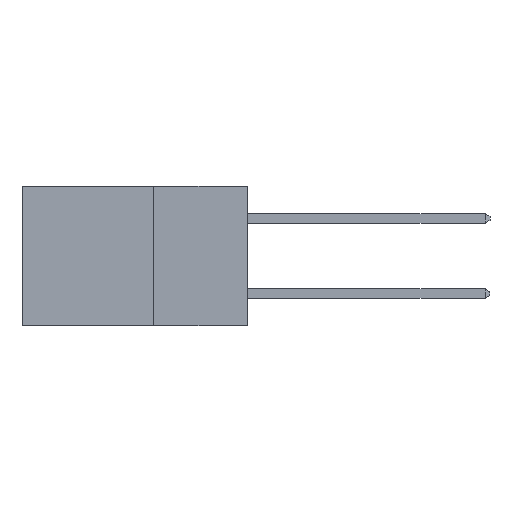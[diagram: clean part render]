
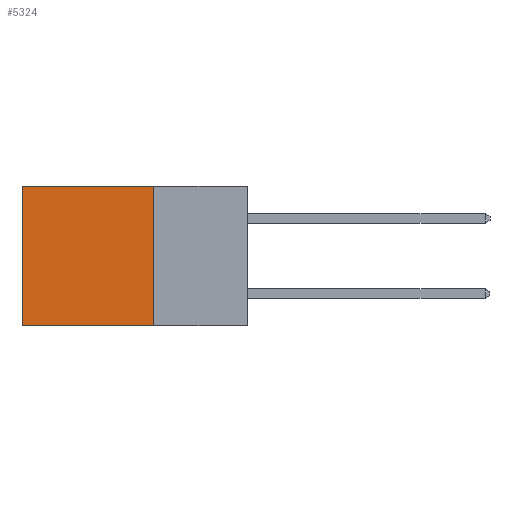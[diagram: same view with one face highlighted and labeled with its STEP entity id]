
A CAD part, left-side view. The second image highlights one B-rep face of the part: STEP entity #5324.
In plain terms, the highlighted planar face has unit normal (-1, 0, 0).
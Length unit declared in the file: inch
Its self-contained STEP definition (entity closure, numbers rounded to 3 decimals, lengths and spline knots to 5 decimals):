
#61 = VECTOR ( 'NONE', #5355, 39.37008 ) ;
#211 = DIRECTION ( 'NONE',  ( 1., 0., 0. ) ) ;
#1735 = VERTEX_POINT ( 'NONE', #12090 ) ;
#3039 = VECTOR ( 'NONE', #5922, 39.37008 ) ;
#3406 = CARTESIAN_POINT ( 'NONE',  ( 0.298, 0.6, 0. ) ) ;
#3548 = CARTESIAN_POINT ( 'NONE',  ( 0.298, 0.25, 0. ) ) ;
#4431 = DIRECTION ( 'NONE',  ( 0., 1., 0. ) ) ;
#5324 = ADVANCED_FACE ( 'NONE', ( #14288 ), #14174, .F. ) ;
#5355 = DIRECTION ( 'NONE',  ( 0., 0., -1. ) ) ;
#5466 = LINE ( 'NONE', #7934, #11230 ) ;
#5527 = EDGE_CURVE ( 'NONE', #12985, #7107, #6457, .T. ) ;
#5543 = ORIENTED_EDGE ( 'NONE', *, *, #13736, .F. ) ;
#5922 = DIRECTION ( 'NONE',  ( 0., 0., -1. ) ) ;
#6212 = CARTESIAN_POINT ( 'NONE',  ( 0.298, 0.25, 0. ) ) ;
#6322 = CARTESIAN_POINT ( 'NONE',  ( 0.298, 0.25, -0.37 ) ) ;
#6457 = LINE ( 'NONE', #12245, #61 ) ;
#6898 = ORIENTED_EDGE ( 'NONE', *, *, #12964, .T. ) ;
#7107 = VERTEX_POINT ( 'NONE', #8189 ) ;
#7708 = VERTEX_POINT ( 'NONE', #3406 ) ;
#7934 = CARTESIAN_POINT ( 'NONE',  ( 0.298, 0.25, 0. ) ) ;
#8189 = CARTESIAN_POINT ( 'NONE',  ( 0.298, 0.25, -0.37 ) ) ;
#8536 = DIRECTION ( 'NONE',  ( 0., 0., -1. ) ) ;
#9179 = EDGE_LOOP ( 'NONE', ( #6898, #5543, #10259, #12800 ) ) ;
#9714 = LINE ( 'NONE', #13899, #3039 ) ;
#10259 = ORIENTED_EDGE ( 'NONE', *, *, #5527, .F. ) ;
#10395 = LINE ( 'NONE', #6322, #13344 ) ;
#11230 = VECTOR ( 'NONE', #4431, 39.37008 ) ;
#12090 = CARTESIAN_POINT ( 'NONE',  ( 0.298, 0.6, -0.37 ) ) ;
#12245 = CARTESIAN_POINT ( 'NONE',  ( 0.298, 0.25, 0. ) ) ;
#12800 = ORIENTED_EDGE ( 'NONE', *, *, #13435, .T. ) ;
#12964 = EDGE_CURVE ( 'NONE', #7708, #1735, #9714, .T. ) ;
#12985 = VERTEX_POINT ( 'NONE', #3548 ) ;
#13344 = VECTOR ( 'NONE', #14231, 39.37008 ) ;
#13435 = EDGE_CURVE ( 'NONE', #12985, #7708, #5466, .T. ) ;
#13736 = EDGE_CURVE ( 'NONE', #7107, #1735, #10395, .T. ) ;
#13899 = CARTESIAN_POINT ( 'NONE',  ( 0.298, 0.6, 0. ) ) ;
#14174 = PLANE ( 'NONE',  #14859 ) ;
#14231 = DIRECTION ( 'NONE',  ( 0., 1., 0. ) ) ;
#14288 = FACE_OUTER_BOUND ( 'NONE', #9179, .T. ) ;
#14859 = AXIS2_PLACEMENT_3D ( 'NONE', #6212, #211, #8536 ) ;
